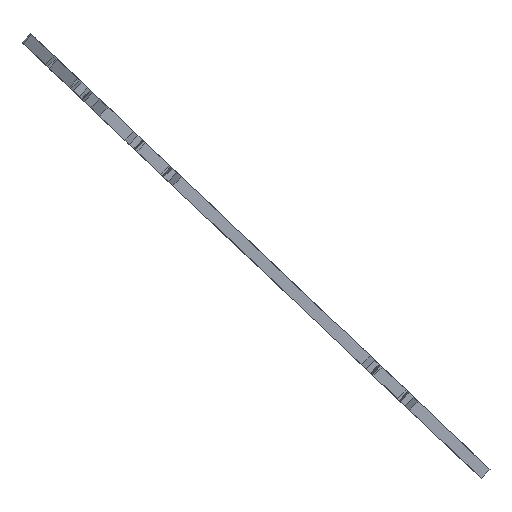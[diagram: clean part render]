
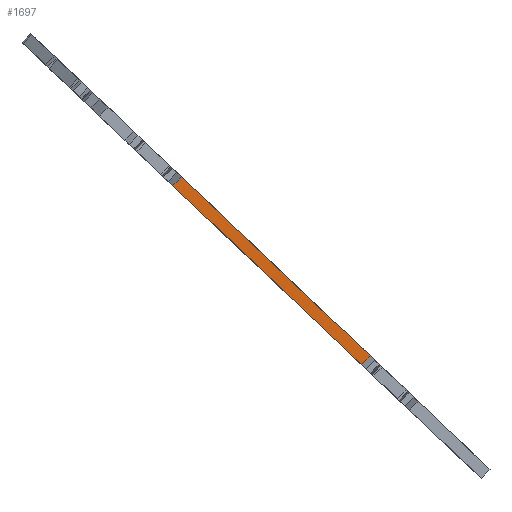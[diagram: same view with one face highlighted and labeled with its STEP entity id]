
A CAD part, front view. The second image highlights one B-rep face of the part: STEP entity #1697.
In plain terms, the highlighted planar face has unit normal (0, -1, 0).
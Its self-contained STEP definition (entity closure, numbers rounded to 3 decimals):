
#134 = EDGE_LOOP ( 'NONE', ( #3391, #3395, #3398, #3399 ) ) ;
#802 = CARTESIAN_POINT ( 'NONE',  ( -118.881, 23., 78.986 ) ) ;
#881 = CARTESIAN_POINT ( 'NONE',  ( -71.11, 23., 37.803 ) ) ;
#965 = VECTOR ( 'NONE', #2115, 1000. ) ;
#969 = LINE ( 'NONE', #2129, #965 ) ;
#975 = VECTOR ( 'NONE', #2162, 1000. ) ;
#982 = VECTOR ( 'NONE', #2159, 1000. ) ;
#983 = LINE ( 'NONE', #2173, #1006 ) ;
#989 = LINE ( 'NONE', #2191, #982 ) ;
#993 = LINE ( 'NONE', #2205, #975 ) ;
#1006 = VECTOR ( 'NONE', #2154, 1000. ) ;
#1022 = CARTESIAN_POINT ( 'NONE',  ( -116.816, 23., 81.162 ) ) ;
#1185 = VERTEX_POINT ( 'NONE', #802 ) ;
#1195 = VERTEX_POINT ( 'NONE', #3283 ) ;
#1292 = DIRECTION ( 'NONE',  ( -0.053, 0., 0.999 ) ) ;
#1592 = DIRECTION ( 'NONE',  ( 0., 1., 0. ) ) ;
#1619 = CARTESIAN_POINT ( 'NONE',  ( -16.872, 23., -17.785 ) ) ;
#1697 = ADVANCED_FACE ( 'NONE', ( #2284 ), #2308, .F. ) ;
#2049 = AXIS2_PLACEMENT_3D ( 'NONE', #1619, #1592, #1292 ) ;
#2115 = DIRECTION ( 'NONE',  ( 0.688, 0., 0.725 ) ) ;
#2129 = CARTESIAN_POINT ( 'NONE',  ( -73.175, 23., 35.627 ) ) ;
#2154 = DIRECTION ( 'NONE',  ( 0.725, 0., -0.688 ) ) ;
#2159 = DIRECTION ( 'NONE',  ( 0.688, 0., 0.725 ) ) ;
#2162 = DIRECTION ( 'NONE',  ( 0.725, 0., -0.688 ) ) ;
#2173 = CARTESIAN_POINT ( 'NONE',  ( -14.807, 23., -15.609 ) ) ;
#2191 = CARTESIAN_POINT ( 'NONE',  ( -118.881, 23., 78.986 ) ) ;
#2205 = CARTESIAN_POINT ( 'NONE',  ( -16.872, 23., -17.785 ) ) ;
#2284 = FACE_OUTER_BOUND ( 'NONE', #134, .T. ) ;
#2308 = PLANE ( 'NONE',  #2049 ) ;
#2857 = EDGE_CURVE ( 'NONE', #1185, #3079, #989, .T. ) ;
#2861 = EDGE_CURVE ( 'NONE', #3079, #3115, #983, .T. ) ;
#2865 = EDGE_CURVE ( 'NONE', #1185, #1195, #993, .T. ) ;
#2869 = EDGE_CURVE ( 'NONE', #1195, #3115, #969, .T. ) ;
#3079 = VERTEX_POINT ( 'NONE', #1022 ) ;
#3115 = VERTEX_POINT ( 'NONE', #881 ) ;
#3283 = CARTESIAN_POINT ( 'NONE',  ( -73.175, 23., 35.627 ) ) ;
#3391 = ORIENTED_EDGE ( 'NONE', *, *, #2861, .F. ) ;
#3395 = ORIENTED_EDGE ( 'NONE', *, *, #2857, .F. ) ;
#3398 = ORIENTED_EDGE ( 'NONE', *, *, #2865, .T. ) ;
#3399 = ORIENTED_EDGE ( 'NONE', *, *, #2869, .T. ) ;
